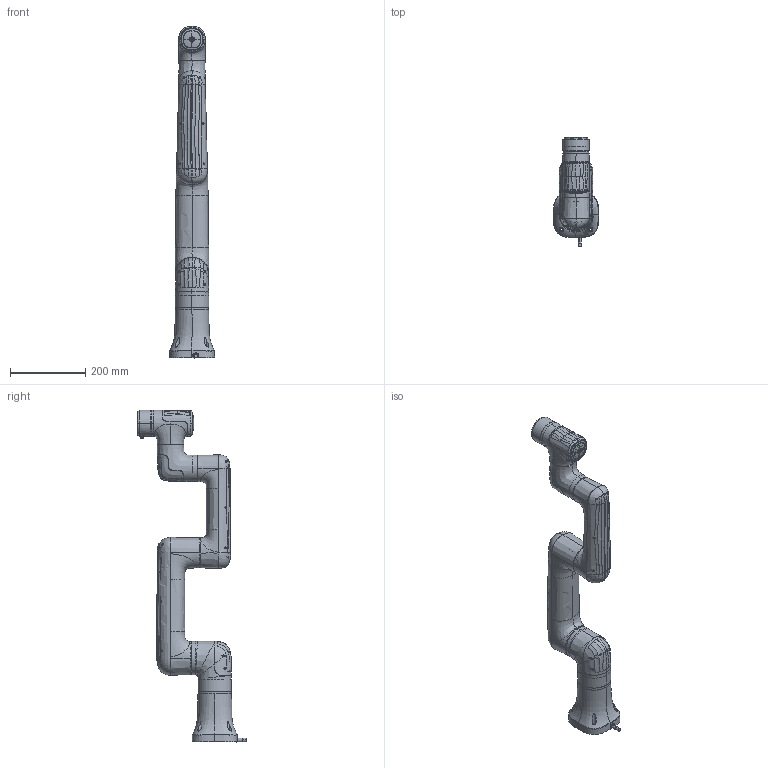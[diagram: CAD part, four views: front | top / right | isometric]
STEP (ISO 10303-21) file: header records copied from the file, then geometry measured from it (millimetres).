
FILE_DESCRIPTION((''),'2;1');
FILE_NAME('NOVA2_ASM_ASM','2022-10-11T15:32:41',('Administrator'),(''),'CREO PARAMETRIC BY PTC INC, 2017260','CREO PARAMETRIC BY PTC INC, 2017260','');
FILE_SCHEMA(('CONFIG_CONTROL_DESIGN'));
Length unit declared in the file: millimetre
Products named in the file (29): BASE-PART1; BASE-PART2; BASE-PART3; BASE-PART4; BASE_ASM; J1-PART1; J1-PART2; J1_ASM; J2-PART1; J2-PART2; J2_ASM; J3-PART1; J3-PART2; J3_ASM; J4-PART1; J4-PART2; J4_ASM; J5-PART1; J5-PART2; J5-PART3; J5-PART4; J5-PART5; J5_ASM; J6-PART1; J6-PART2; J6-PART3; GB_T70P3_M2P5X6_2_1_1_2_1_1_1_1; J6_ASM; NOVA2_ASM_ASM
Assembly tree (29 placements, depth 3):
  NOVA2_ASM_ASM
    BASE_ASM
      BASE-PART1
      BASE-PART2
      BASE-PART3
      BASE-PART4
    J1_ASM
      J1-PART1
      J1-PART2
    J2_ASM
      J2-PART1
      J2-PART2
    J3_ASM
      J3-PART1
      J3-PART2
    J4_ASM
      J4-PART1
      J4-PART2
    J5_ASM
      J5-PART1
      J5-PART2
      J5-PART3
      J5-PART4
      J5-PART5
    J6_ASM
      J6-PART1
      J6-PART2
      J6-PART3
      GB_T70P3_M2P5X6_2_1_1_2_1_1_1_1  x2
Bounding box: 120 x 290.05 x 883.78 mm (x, y, z)
Volume: 5486842.5 mm3; surface area: 666300.1 mm2
Topology: 22 solids, 45 shells, 2255 faces, 5586 edges, 3470 vertices
Faces by surface type: bspline 680, cylinder 623, plane 432, cone 217, torus 185, extrusion 92, sphere 26
Entity records: 172853 total; most frequent: CARTESIAN_POINT 124914, ORIENTED_EDGE 10958, DIRECTION 8125, EDGE_CURVE 5479, VERTEX_POINT 3433, AXIS2_PLACEMENT_3D 3327, EDGE_LOOP 2400, B_SPLINE_CURVE_WITH_KNOTS 2394
